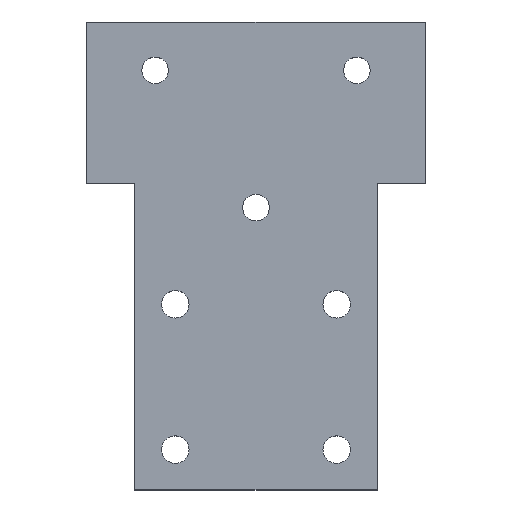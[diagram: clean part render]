
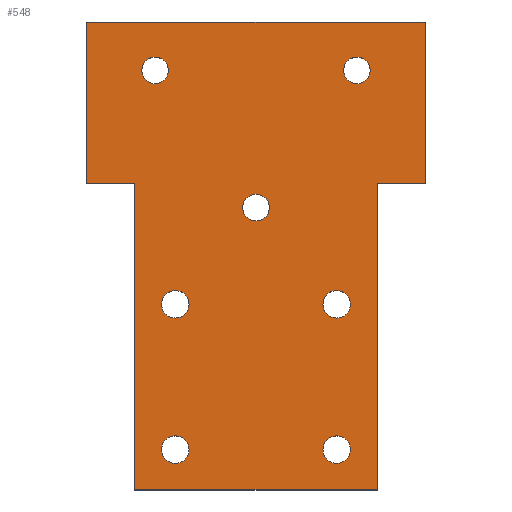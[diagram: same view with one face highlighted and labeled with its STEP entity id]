
A CAD part, top view. The second image highlights one B-rep face of the part: STEP entity #548.
In plain terms, the highlighted planar face has unit normal (0, 0, 1).
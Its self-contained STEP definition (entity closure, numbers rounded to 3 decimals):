
#29=FACE_BOUND('',#125,.T.);
#30=FACE_BOUND('',#126,.T.);
#31=FACE_BOUND('',#127,.T.);
#32=FACE_BOUND('',#128,.T.);
#33=FACE_BOUND('',#129,.T.);
#34=FACE_BOUND('',#130,.T.);
#35=FACE_BOUND('',#131,.T.);
#47=CIRCLE('',#588,1.7);
#48=CIRCLE('',#589,1.7);
#49=CIRCLE('',#590,1.7);
#50=CIRCLE('',#591,1.7);
#51=CIRCLE('',#592,1.7);
#52=CIRCLE('',#593,1.7);
#53=CIRCLE('',#594,1.7);
#54=CIRCLE('',#595,1.7);
#55=CIRCLE('',#596,1.65);
#56=CIRCLE('',#597,1.65);
#57=CIRCLE('',#598,1.65);
#58=CIRCLE('',#599,1.65);
#59=CIRCLE('',#600,1.65);
#60=CIRCLE('',#601,1.65);
#99=FACE_OUTER_BOUND('',#124,.T.);
#124=EDGE_LOOP('',(#400,#401,#402,#403,#404,#405,#406,#407));
#125=EDGE_LOOP('',(#408,#409));
#126=EDGE_LOOP('',(#410,#411));
#127=EDGE_LOOP('',(#412,#413));
#128=EDGE_LOOP('',(#414,#415));
#129=EDGE_LOOP('',(#416,#417));
#130=EDGE_LOOP('',(#418,#419));
#131=EDGE_LOOP('',(#420,#421));
#161=LINE('',#831,#196);
#165=LINE('',#838,#200);
#168=LINE('',#844,#203);
#171=LINE('',#850,#206);
#174=LINE('',#856,#209);
#177=LINE('',#862,#212);
#180=LINE('',#868,#215);
#182=LINE('',#871,#217);
#196=VECTOR('',#654,20.);
#200=VECTOR('',#660,42.);
#203=VECTOR('',#665,20.);
#206=VECTOR('',#670,6.);
#209=VECTOR('',#675,38.);
#212=VECTOR('',#680,30.);
#215=VECTOR('',#685,38.);
#217=VECTOR('',#689,6.);
#231=VERTEX_POINT('',#828);
#232=VERTEX_POINT('',#830);
#234=VERTEX_POINT('',#836);
#236=VERTEX_POINT('',#842);
#238=VERTEX_POINT('',#848);
#240=VERTEX_POINT('',#854);
#242=VERTEX_POINT('',#860);
#244=VERTEX_POINT('',#866);
#245=VERTEX_POINT('',#873);
#246=VERTEX_POINT('',#874);
#247=VERTEX_POINT('',#877);
#248=VERTEX_POINT('',#878);
#249=VERTEX_POINT('',#881);
#250=VERTEX_POINT('',#882);
#251=VERTEX_POINT('',#885);
#252=VERTEX_POINT('',#886);
#253=VERTEX_POINT('',#889);
#254=VERTEX_POINT('',#890);
#255=VERTEX_POINT('',#893);
#256=VERTEX_POINT('',#894);
#257=VERTEX_POINT('',#897);
#258=VERTEX_POINT('',#898);
#291=EDGE_CURVE('',#232,#231,#161,.T.);
#295=EDGE_CURVE('',#231,#234,#165,.T.);
#298=EDGE_CURVE('',#234,#236,#168,.T.);
#301=EDGE_CURVE('',#236,#238,#171,.T.);
#304=EDGE_CURVE('',#238,#240,#174,.T.);
#307=EDGE_CURVE('',#240,#242,#177,.T.);
#310=EDGE_CURVE('',#242,#244,#180,.T.);
#312=EDGE_CURVE('',#244,#232,#182,.T.);
#313=EDGE_CURVE('',#245,#246,#47,.T.);
#314=EDGE_CURVE('',#246,#245,#48,.T.);
#315=EDGE_CURVE('',#247,#248,#49,.T.);
#316=EDGE_CURVE('',#248,#247,#50,.T.);
#317=EDGE_CURVE('',#249,#250,#51,.T.);
#318=EDGE_CURVE('',#250,#249,#52,.T.);
#319=EDGE_CURVE('',#251,#252,#53,.T.);
#320=EDGE_CURVE('',#252,#251,#54,.T.);
#321=EDGE_CURVE('',#253,#254,#55,.T.);
#322=EDGE_CURVE('',#254,#253,#56,.T.);
#323=EDGE_CURVE('',#255,#256,#57,.T.);
#324=EDGE_CURVE('',#256,#255,#58,.T.);
#325=EDGE_CURVE('',#257,#258,#59,.T.);
#326=EDGE_CURVE('',#258,#257,#60,.T.);
#400=ORIENTED_EDGE('',*,*,#291,.T.);
#401=ORIENTED_EDGE('',*,*,#295,.T.);
#402=ORIENTED_EDGE('',*,*,#298,.T.);
#403=ORIENTED_EDGE('',*,*,#301,.T.);
#404=ORIENTED_EDGE('',*,*,#304,.T.);
#405=ORIENTED_EDGE('',*,*,#307,.T.);
#406=ORIENTED_EDGE('',*,*,#310,.T.);
#407=ORIENTED_EDGE('',*,*,#312,.T.);
#408=ORIENTED_EDGE('',*,*,#313,.T.);
#409=ORIENTED_EDGE('',*,*,#314,.T.);
#410=ORIENTED_EDGE('',*,*,#315,.T.);
#411=ORIENTED_EDGE('',*,*,#316,.T.);
#412=ORIENTED_EDGE('',*,*,#317,.T.);
#413=ORIENTED_EDGE('',*,*,#318,.T.);
#414=ORIENTED_EDGE('',*,*,#319,.T.);
#415=ORIENTED_EDGE('',*,*,#320,.T.);
#416=ORIENTED_EDGE('',*,*,#321,.F.);
#417=ORIENTED_EDGE('',*,*,#322,.F.);
#418=ORIENTED_EDGE('',*,*,#323,.F.);
#419=ORIENTED_EDGE('',*,*,#324,.F.);
#420=ORIENTED_EDGE('',*,*,#325,.F.);
#421=ORIENTED_EDGE('',*,*,#326,.F.);
#534=PLANE('',#587);
#548=ADVANCED_FACE('',(#99,#29,#30,#31,#32,#33,#34,#35),#534,.F.);
#587=AXIS2_PLACEMENT_3D('',#872,#690,#691);
#588=AXIS2_PLACEMENT_3D('',#875,#692,#693);
#589=AXIS2_PLACEMENT_3D('',#876,#694,#695);
#590=AXIS2_PLACEMENT_3D('',#879,#696,#697);
#591=AXIS2_PLACEMENT_3D('',#880,#698,#699);
#592=AXIS2_PLACEMENT_3D('',#883,#700,#701);
#593=AXIS2_PLACEMENT_3D('',#884,#702,#703);
#594=AXIS2_PLACEMENT_3D('',#887,#704,#705);
#595=AXIS2_PLACEMENT_3D('',#888,#706,#707);
#596=AXIS2_PLACEMENT_3D('',#891,#708,#709);
#597=AXIS2_PLACEMENT_3D('',#892,#710,#711);
#598=AXIS2_PLACEMENT_3D('',#895,#712,#713);
#599=AXIS2_PLACEMENT_3D('',#896,#714,#715);
#600=AXIS2_PLACEMENT_3D('',#899,#716,#717);
#601=AXIS2_PLACEMENT_3D('',#900,#718,#719);
#654=DIRECTION('',(0.,1.,0.));
#660=DIRECTION('',(-1.,0.,0.));
#665=DIRECTION('',(0.,-1.,0.));
#670=DIRECTION('',(1.,0.,0.));
#675=DIRECTION('',(0.,-1.,0.));
#680=DIRECTION('',(1.,0.,0.));
#685=DIRECTION('',(0.,1.,0.));
#689=DIRECTION('',(1.,0.,0.));
#690=DIRECTION('center_axis',(0.,0.,-1.));
#691=DIRECTION('ref_axis',(-1.,0.,0.));
#692=DIRECTION('center_axis',(0.,0.,-1.));
#693=DIRECTION('ref_axis',(-1.,0.,0.));
#694=DIRECTION('center_axis',(0.,0.,-1.));
#695=DIRECTION('ref_axis',(-1.,0.,0.));
#696=DIRECTION('center_axis',(0.,0.,-1.));
#697=DIRECTION('ref_axis',(-1.,0.,0.));
#698=DIRECTION('center_axis',(0.,0.,-1.));
#699=DIRECTION('ref_axis',(-1.,0.,0.));
#700=DIRECTION('center_axis',(0.,0.,-1.));
#701=DIRECTION('ref_axis',(-1.,0.,0.));
#702=DIRECTION('center_axis',(0.,0.,-1.));
#703=DIRECTION('ref_axis',(-1.,0.,0.));
#704=DIRECTION('center_axis',(0.,0.,-1.));
#705=DIRECTION('ref_axis',(-1.,0.,0.));
#706=DIRECTION('center_axis',(0.,0.,-1.));
#707=DIRECTION('ref_axis',(-1.,0.,0.));
#708=DIRECTION('center_axis',(0.,0.,1.));
#709=DIRECTION('ref_axis',(1.,0.,0.));
#710=DIRECTION('center_axis',(0.,0.,1.));
#711=DIRECTION('ref_axis',(1.,0.,0.));
#712=DIRECTION('center_axis',(0.,0.,1.));
#713=DIRECTION('ref_axis',(1.,0.,0.));
#714=DIRECTION('center_axis',(0.,0.,1.));
#715=DIRECTION('ref_axis',(1.,0.,0.));
#716=DIRECTION('center_axis',(0.,0.,1.));
#717=DIRECTION('ref_axis',(1.,0.,0.));
#718=DIRECTION('center_axis',(0.,0.,1.));
#719=DIRECTION('ref_axis',(1.,0.,0.));
#828=CARTESIAN_POINT('',(21.,29.,8.));
#830=CARTESIAN_POINT('',(21.,9.,8.));
#831=CARTESIAN_POINT('',(21.,9.,8.));
#836=CARTESIAN_POINT('',(-21.,29.,8.));
#838=CARTESIAN_POINT('',(21.,29.,8.));
#842=CARTESIAN_POINT('',(-21.,9.,8.));
#844=CARTESIAN_POINT('',(-21.,29.,8.));
#848=CARTESIAN_POINT('',(-15.,9.,8.));
#850=CARTESIAN_POINT('',(-21.,9.,8.));
#854=CARTESIAN_POINT('',(-15.,-29.,8.));
#856=CARTESIAN_POINT('',(-15.,9.,8.));
#860=CARTESIAN_POINT('',(15.,-29.,8.));
#862=CARTESIAN_POINT('',(-15.,-29.,8.));
#866=CARTESIAN_POINT('',(15.,9.,8.));
#868=CARTESIAN_POINT('',(15.,-29.,8.));
#871=CARTESIAN_POINT('',(15.,9.,8.));
#872=CARTESIAN_POINT('Origin',(0.,0.,8.));
#873=CARTESIAN_POINT('',(8.3,-6.,8.));
#874=CARTESIAN_POINT('',(11.7,-6.,8.));
#875=CARTESIAN_POINT('Origin',(10.,-6.,8.));
#876=CARTESIAN_POINT('Origin',(10.,-6.,8.));
#877=CARTESIAN_POINT('',(-11.7,-6.,8.));
#878=CARTESIAN_POINT('',(-8.3,-6.,8.));
#879=CARTESIAN_POINT('Origin',(-10.,-6.,8.));
#880=CARTESIAN_POINT('Origin',(-10.,-6.,8.));
#881=CARTESIAN_POINT('',(-11.7,-24.,8.));
#882=CARTESIAN_POINT('',(-8.3,-24.,8.));
#883=CARTESIAN_POINT('Origin',(-10.,-24.,8.));
#884=CARTESIAN_POINT('Origin',(-10.,-24.,8.));
#885=CARTESIAN_POINT('',(8.3,-24.,8.));
#886=CARTESIAN_POINT('',(11.7,-24.,8.));
#887=CARTESIAN_POINT('Origin',(10.,-24.,8.));
#888=CARTESIAN_POINT('Origin',(10.,-24.,8.));
#889=CARTESIAN_POINT('',(-10.85,23.,8.));
#890=CARTESIAN_POINT('',(-14.15,23.,8.));
#891=CARTESIAN_POINT('Origin',(-12.5,23.,8.));
#892=CARTESIAN_POINT('Origin',(-12.5,23.,8.));
#893=CARTESIAN_POINT('',(14.15,23.,8.));
#894=CARTESIAN_POINT('',(10.85,23.,8.));
#895=CARTESIAN_POINT('Origin',(12.5,23.,8.));
#896=CARTESIAN_POINT('Origin',(12.5,23.,8.));
#897=CARTESIAN_POINT('',(1.65,6.,8.));
#898=CARTESIAN_POINT('',(-1.65,6.,8.));
#899=CARTESIAN_POINT('Origin',(0.,6.,8.));
#900=CARTESIAN_POINT('Origin',(0.,6.,8.));
